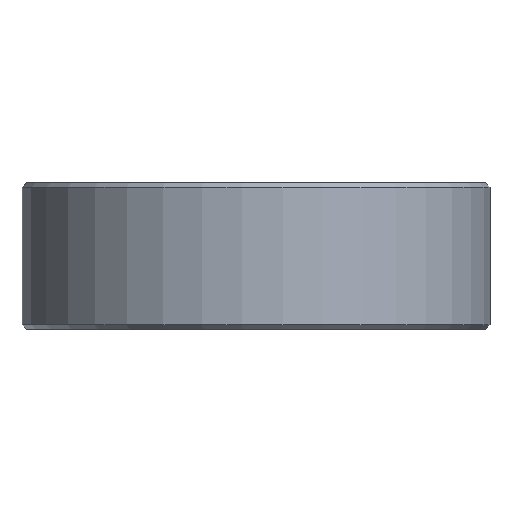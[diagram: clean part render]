
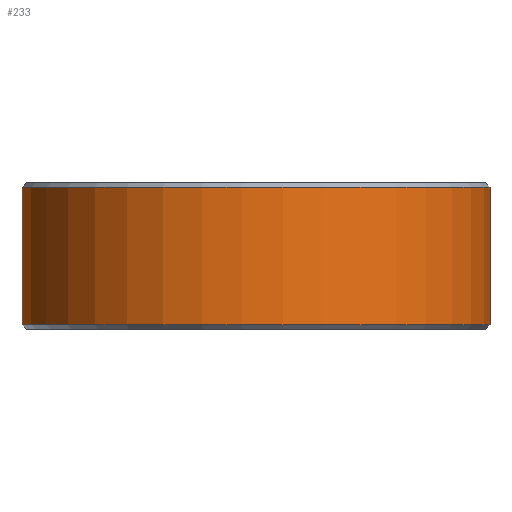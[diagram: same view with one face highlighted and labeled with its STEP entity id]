
A CAD part, front view. The second image highlights one B-rep face of the part: STEP entity #233.
In plain terms, the highlighted cylindrical face has radius 8 mm (diameter 16 mm), a full revolution.
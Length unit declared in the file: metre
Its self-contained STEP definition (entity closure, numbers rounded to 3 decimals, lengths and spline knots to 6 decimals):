
#23=CYLINDRICAL_SURFACE('',#306,0.008);
#63=ORIENTED_EDGE('',*,*,#68,.F.);
#64=ORIENTED_EDGE('',*,*,#72,.T.);
#68=EDGE_CURVE('',#88,#88,#108,.T.);
#72=EDGE_CURVE('',#92,#92,#112,.T.);
#88=VERTEX_POINT('',#395);
#92=VERTEX_POINT('',#405);
#108=CIRCLE('',#270,0.008);
#112=CIRCLE('',#276,0.008);
#163=EDGE_LOOP('',(#63));
#164=EDGE_LOOP('',(#64));
#203=FACE_BOUND('',#163,.T.);
#204=FACE_BOUND('',#164,.T.);
#233=ADVANCED_FACE('',(#203,#204),#23,.T.);
#270=AXIS2_PLACEMENT_3D('',#394,#314,#315);
#276=AXIS2_PLACEMENT_3D('',#404,#326,#327);
#306=AXIS2_PLACEMENT_3D('',#449,#386,#387);
#314=DIRECTION('',(0.,0.,-1.));
#315=DIRECTION('',(-0.115,0.993,0.));
#326=DIRECTION('',(0.,0.,-1.));
#327=DIRECTION('',(-0.115,0.993,0.));
#386=DIRECTION('',(0.,0.,-1.));
#387=DIRECTION('',(-0.115,0.993,0.));
#394=CARTESIAN_POINT('',(0.,0.012659,0.029809));
#395=CARTESIAN_POINT('',(-0.000922,0.020606,0.029809));
#404=CARTESIAN_POINT('',(0.,0.012659,0.034509));
#405=CARTESIAN_POINT('',(-0.000922,0.020606,0.034509));
#449=CARTESIAN_POINT('',(0.,0.012659,0.032159));
